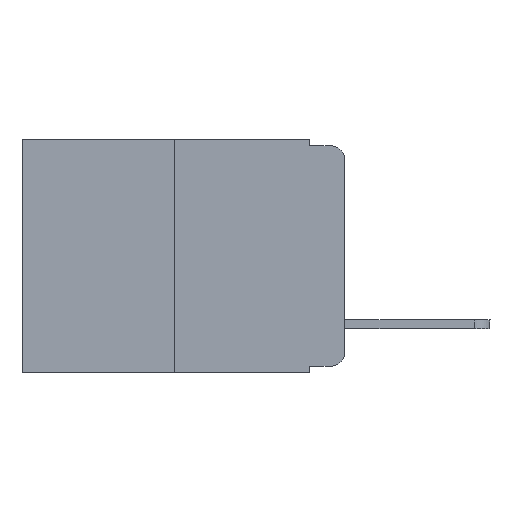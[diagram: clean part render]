
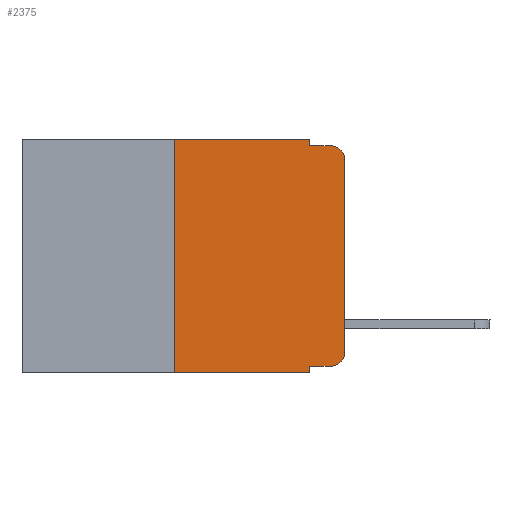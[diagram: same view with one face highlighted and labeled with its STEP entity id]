
A CAD part, left-side view. The second image highlights one B-rep face of the part: STEP entity #2375.
In plain terms, the highlighted planar face has unit normal (-1, 0, 0).
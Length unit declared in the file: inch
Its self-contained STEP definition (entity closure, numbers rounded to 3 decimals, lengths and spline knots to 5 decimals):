
#151 = VECTOR ( 'NONE', #6700, 39.37008 ) ;
#300 = DIRECTION ( 'NONE',  ( -1., 0., 0. ) ) ;
#320 = ORIENTED_EDGE ( 'NONE', *, *, #12399, .F. ) ;
#390 = EDGE_CURVE ( 'NONE', #11047, #5727, #14234, .T. ) ;
#622 = VECTOR ( 'NONE', #11390, 39.37008 ) ;
#710 = DIRECTION ( 'NONE',  ( 0., 0., -1. ) ) ;
#776 = DIRECTION ( 'NONE',  ( 0., -1., 0. ) ) ;
#788 = VERTEX_POINT ( 'NONE', #13191 ) ;
#812 = CARTESIAN_POINT ( 'NONE',  ( 0., 0., -0.03 ) ) ;
#1036 = VECTOR ( 'NONE', #4246, 39.37008 ) ;
#1342 = ORIENTED_EDGE ( 'NONE', *, *, #6133, .F. ) ;
#1396 = ORIENTED_EDGE ( 'NONE', *, *, #7909, .T. ) ;
#1403 = CARTESIAN_POINT ( 'NONE',  ( 0., 0.02, -0.01 ) ) ;
#1661 = LINE ( 'NONE', #9369, #10161 ) ;
#2263 = CARTESIAN_POINT ( 'NONE',  ( 0., 0.051, 0. ) ) ;
#2375 = ADVANCED_FACE ( 'NONE', ( #12815 ), #6157, .F. ) ;
#2517 = LINE ( 'NONE', #6956, #622 ) ;
#2866 = EDGE_CURVE ( 'NONE', #788, #5727, #8550, .T. ) ;
#3273 = AXIS2_PLACEMENT_3D ( 'NONE', #11369, #300, #4453 ) ;
#3500 = DIRECTION ( 'NONE',  ( 0., 0., 1. ) ) ;
#3772 = DIRECTION ( 'NONE',  ( 1., 0., 0. ) ) ;
#4031 = CARTESIAN_POINT ( 'NONE',  ( 0., 0.051, -0.343 ) ) ;
#4246 = DIRECTION ( 'NONE',  ( 0., -1., 0. ) ) ;
#4453 = DIRECTION ( 'NONE',  ( 0., 0., -1. ) ) ;
#4523 = DIRECTION ( 'NONE',  ( -1., 0., 0. ) ) ;
#4736 = VERTEX_POINT ( 'NONE', #7791 ) ;
#4868 = VERTEX_POINT ( 'NONE', #6027 ) ;
#5173 = AXIS2_PLACEMENT_3D ( 'NONE', #10604, #3772, #710 ) ;
#5201 = DIRECTION ( 'NONE',  ( 0., -1., 0. ) ) ;
#5727 = VERTEX_POINT ( 'NONE', #1403 ) ;
#5790 = VERTEX_POINT ( 'NONE', #11604 ) ;
#5819 = LINE ( 'NONE', #7002, #7782 ) ;
#5911 = EDGE_CURVE ( 'NONE', #5790, #11017, #9759, .T. ) ;
#6004 = ORIENTED_EDGE ( 'NONE', *, *, #2866, .F. ) ;
#6027 = CARTESIAN_POINT ( 'NONE',  ( 0., 0., -0.313 ) ) ;
#6072 = EDGE_CURVE ( 'NONE', #14027, #4868, #12916, .T. ) ;
#6133 = EDGE_CURVE ( 'NONE', #4736, #5790, #5819, .T. ) ;
#6157 = PLANE ( 'NONE',  #5173 ) ;
#6263 = CARTESIAN_POINT ( 'NONE',  ( 0., 0.051, 0. ) ) ;
#6296 = LINE ( 'NONE', #10742, #6902 ) ;
#6700 = DIRECTION ( 'NONE',  ( 0., 0., -1. ) ) ;
#6753 = CARTESIAN_POINT ( 'NONE',  ( 0., 0.02, -0.333 ) ) ;
#6902 = VECTOR ( 'NONE', #776, 39.37008 ) ;
#6956 = CARTESIAN_POINT ( 'NONE',  ( 0., 0., 0. ) ) ;
#7002 = CARTESIAN_POINT ( 'NONE',  ( 0., 0.25, 0. ) ) ;
#7019 = VERTEX_POINT ( 'NONE', #7985 ) ;
#7648 = ORIENTED_EDGE ( 'NONE', *, *, #13109, .T. ) ;
#7782 = VECTOR ( 'NONE', #3500, 39.37008 ) ;
#7785 = DIRECTION ( 'NONE',  ( 0., -1., 0. ) ) ;
#7791 = CARTESIAN_POINT ( 'NONE',  ( 0., 0.25, -0.343 ) ) ;
#7881 = ORIENTED_EDGE ( 'NONE', *, *, #5911, .F. ) ;
#7909 = EDGE_CURVE ( 'NONE', #4868, #11047, #2517, .T. ) ;
#7968 = VERTEX_POINT ( 'NONE', #4031 ) ;
#7985 = CARTESIAN_POINT ( 'NONE',  ( 0., 0.051, -0.333 ) ) ;
#8214 = VECTOR ( 'NONE', #5201, 39.37008 ) ;
#8296 = EDGE_CURVE ( 'NONE', #11017, #788, #1661, .T. ) ;
#8475 = CARTESIAN_POINT ( 'NONE',  ( 0., 0.051, -0.01 ) ) ;
#8550 = LINE ( 'NONE', #8475, #8214 ) ;
#9021 = LINE ( 'NONE', #12105, #11565 ) ;
#9369 = CARTESIAN_POINT ( 'NONE',  ( 0., 0.051, 0. ) ) ;
#9759 = LINE ( 'NONE', #14232, #1036 ) ;
#9773 = ORIENTED_EDGE ( 'NONE', *, *, #390, .T. ) ;
#10010 = EDGE_CURVE ( 'NONE', #7019, #14027, #9021, .T. ) ;
#10161 = VECTOR ( 'NONE', #10679, 39.37008 ) ;
#10251 = ORIENTED_EDGE ( 'NONE', *, *, #10010, .T. ) ;
#10604 = CARTESIAN_POINT ( 'NONE',  ( 0., 0.473, 0. ) ) ;
#10679 = DIRECTION ( 'NONE',  ( 0., 0., -1. ) ) ;
#10742 = CARTESIAN_POINT ( 'NONE',  ( 0., 0.473, -0.343 ) ) ;
#10915 = ORIENTED_EDGE ( 'NONE', *, *, #6072, .T. ) ;
#11017 = VERTEX_POINT ( 'NONE', #6263 ) ;
#11047 = VERTEX_POINT ( 'NONE', #812 ) ;
#11198 = ORIENTED_EDGE ( 'NONE', *, *, #8296, .F. ) ;
#11369 = CARTESIAN_POINT ( 'NONE',  ( 0., 0.02, -0.03 ) ) ;
#11390 = DIRECTION ( 'NONE',  ( 0., 0., 1. ) ) ;
#11565 = VECTOR ( 'NONE', #7785, 39.37008 ) ;
#11604 = CARTESIAN_POINT ( 'NONE',  ( 0., 0.25, 0. ) ) ;
#12105 = CARTESIAN_POINT ( 'NONE',  ( 0., 0.051, -0.333 ) ) ;
#12111 = CARTESIAN_POINT ( 'NONE',  ( 0., 0.02, -0.313 ) ) ;
#12246 = LINE ( 'NONE', #2263, #151 ) ;
#12399 = EDGE_CURVE ( 'NONE', #7019, #7968, #12246, .T. ) ;
#12691 = AXIS2_PLACEMENT_3D ( 'NONE', #12111, #4523, #13426 ) ;
#12815 = FACE_OUTER_BOUND ( 'NONE', #13281, .T. ) ;
#12916 = CIRCLE ( 'NONE', #12691, 0.02 ) ;
#13109 = EDGE_CURVE ( 'NONE', #4736, #7968, #6296, .T. ) ;
#13191 = CARTESIAN_POINT ( 'NONE',  ( 0., 0.051, -0.01 ) ) ;
#13281 = EDGE_LOOP ( 'NONE', ( #1396, #9773, #6004, #11198, #7881, #1342, #7648, #320, #10251, #10915 ) ) ;
#13426 = DIRECTION ( 'NONE',  ( 0., 0., -1. ) ) ;
#14027 = VERTEX_POINT ( 'NONE', #6753 ) ;
#14232 = CARTESIAN_POINT ( 'NONE',  ( 0., 0.473, 0. ) ) ;
#14234 = CIRCLE ( 'NONE', #3273, 0.02 ) ;
